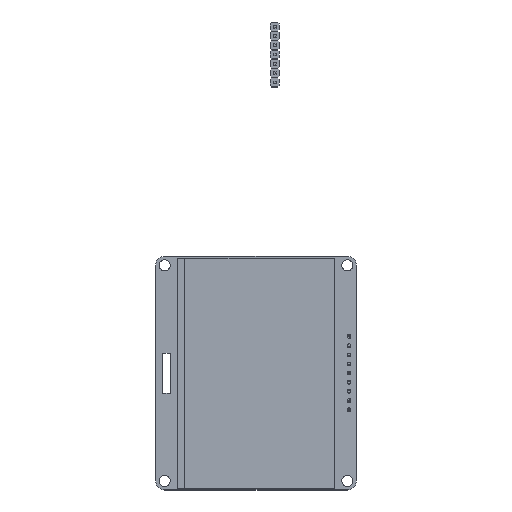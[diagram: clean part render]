
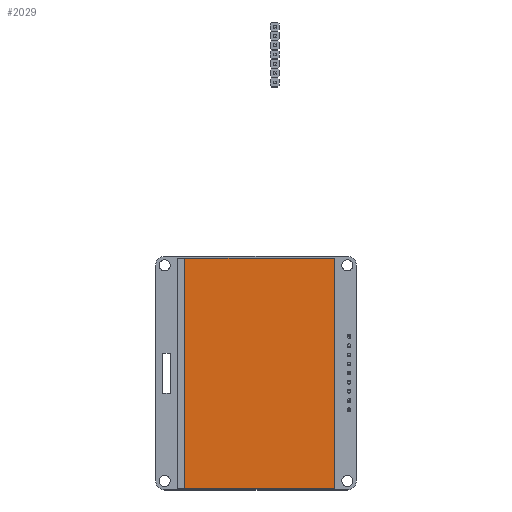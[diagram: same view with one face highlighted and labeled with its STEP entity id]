
A CAD part, top view. The second image highlights one B-rep face of the part: STEP entity #2029.
In plain terms, the highlighted planar face has unit normal (0, 0, 1).
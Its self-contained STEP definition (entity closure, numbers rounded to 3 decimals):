
#2029=ADVANCED_FACE('',(#3302),#11040,.T.);
#3302=FACE_OUTER_BOUND('',#4603,.F.);
#4603=EDGE_LOOP('',(#6134,#6135,#6136,#6137));
#6134=ORIENTED_EDGE('',*,*,#11771,.T.);
#6135=ORIENTED_EDGE('',*,*,#11774,.T.);
#6136=ORIENTED_EDGE('',*,*,#11773,.T.);
#6137=ORIENTED_EDGE('',*,*,#11772,.T.);
#11040=PLANE('',#19238);
#11771=EDGE_CURVE('',#17548,#17547,#14292,.T.);
#11772=EDGE_CURVE('',#17546,#17548,#14293,.T.);
#11773=EDGE_CURVE('',#17545,#17546,#14294,.T.);
#11774=EDGE_CURVE('',#17547,#17545,#14295,.T.);
#14292=LINE('',#27513,#15917);
#14293=LINE('',#27514,#15918);
#14294=LINE('',#27515,#15919);
#14295=LINE('',#27516,#15920);
#15917=VECTOR('',#21586,63.);
#15918=VECTOR('',#21587,41.);
#15919=VECTOR('',#21588,63.);
#15920=VECTOR('',#21589,41.);
#17545=VERTEX_POINT('',#27484);
#17546=VERTEX_POINT('',#27485);
#17547=VERTEX_POINT('',#27486);
#17548=VERTEX_POINT('',#27487);
#19238=AXIS2_PLACEMENT_3D('',#27527,#21606,#21607);
#21586=DIRECTION('',(0.,1.,0.));
#21587=DIRECTION('',(-1.,0.,0.));
#21588=DIRECTION('',(0.,-1.,0.));
#21589=DIRECTION('',(1.,0.,0.));
#21606=DIRECTION('',(0.,0.,1.));
#21607=DIRECTION('',(1.,0.,0.));
#27484=CARTESIAN_POINT('',(21.5,31.5,5.));
#27485=CARTESIAN_POINT('',(21.5,-31.5,5.));
#27486=CARTESIAN_POINT('',(-19.5,31.5,5.));
#27487=CARTESIAN_POINT('',(-19.5,-31.5,5.));
#27513=CARTESIAN_POINT('',(-19.5,-31.5,5.));
#27514=CARTESIAN_POINT('',(21.5,-31.5,5.));
#27515=CARTESIAN_POINT('',(21.5,31.5,5.));
#27516=CARTESIAN_POINT('',(-19.5,31.5,5.));
#27527=CARTESIAN_POINT('',(-20.13,-32.13,5.));
